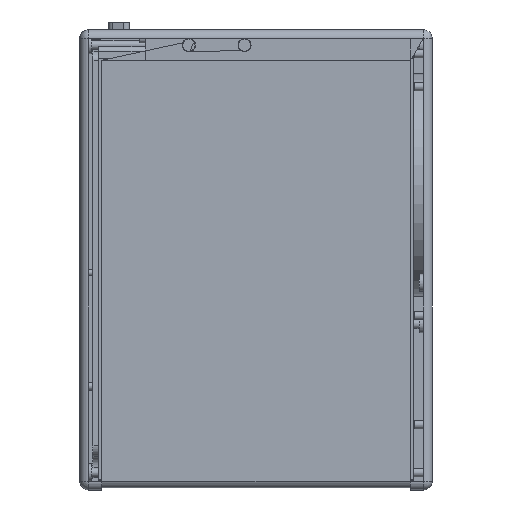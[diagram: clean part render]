
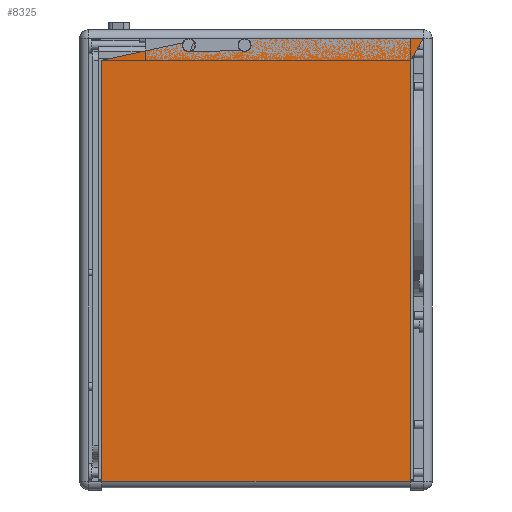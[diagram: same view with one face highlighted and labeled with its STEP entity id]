
A CAD part, left-side view. The second image highlights one B-rep face of the part: STEP entity #8325.
In plain terms, the highlighted planar face has unit normal (-1, 0, 0).
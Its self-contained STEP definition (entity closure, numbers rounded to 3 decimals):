
#682 = ORIENTED_EDGE ( 'NONE', *, *, #12792, .T. ) ;
#881 = VECTOR ( 'NONE', #6839, 1000. ) ;
#970 = ORIENTED_EDGE ( 'NONE', *, *, #1295, .T. ) ;
#1165 = VECTOR ( 'NONE', #10319, 1000. ) ;
#1179 = VERTEX_POINT ( 'NONE', #13785 ) ;
#1287 = DIRECTION ( 'NONE',  ( -1., 0., 0. ) ) ;
#1295 = EDGE_CURVE ( 'NONE', #10374, #4715, #1972, .T. ) ;
#1302 = LINE ( 'NONE', #6147, #7459 ) ;
#1315 = CARTESIAN_POINT ( 'NONE',  ( -96., -23., -19.25 ) ) ;
#1460 = VERTEX_POINT ( 'NONE', #8990 ) ;
#1468 = DIRECTION ( 'NONE',  ( 0., 0., -1. ) ) ;
#1950 = VERTEX_POINT ( 'NONE', #4448 ) ;
#1972 = LINE ( 'NONE', #13979, #14320 ) ;
#2275 = VECTOR ( 'NONE', #11907, 1000. ) ;
#2299 = CARTESIAN_POINT ( 'NONE',  ( -96., 118.5, -19.25 ) ) ;
#2322 = ORIENTED_EDGE ( 'NONE', *, *, #8960, .T. ) ;
#2537 = CARTESIAN_POINT ( 'NONE',  ( -96., 118.5, -19.25 ) ) ;
#2879 = EDGE_CURVE ( 'NONE', #1460, #9233, #4937, .T. ) ;
#2914 = VERTEX_POINT ( 'NONE', #6771 ) ;
#2955 = ORIENTED_EDGE ( 'NONE', *, *, #13073, .T. ) ;
#3176 = CIRCLE ( 'NONE', #6108, 3. ) ;
#3244 = CARTESIAN_POINT ( 'NONE',  ( -96., 53., -9.25 ) ) ;
#3566 = DIRECTION ( 'NONE',  ( 0., 1., 0. ) ) ;
#3619 = CARTESIAN_POINT ( 'NONE',  ( -96., -29., -212.15 ) ) ;
#3675 = VECTOR ( 'NONE', #3566, 1000. ) ;
#3832 = LINE ( 'NONE', #10280, #3675 ) ;
#3887 = VERTEX_POINT ( 'NONE', #2537 ) ;
#3963 = CARTESIAN_POINT ( 'NONE',  ( -96., -23., -19.25 ) ) ;
#4170 = LINE ( 'NONE', #2299, #1165 ) ;
#4374 = ORIENTED_EDGE ( 'NONE', *, *, #9044, .T. ) ;
#4448 = CARTESIAN_POINT ( 'NONE',  ( -96., 124.5, -9.25 ) ) ;
#4548 = DIRECTION ( 'NONE',  ( 0., 1., 0. ) ) ;
#4715 = VERTEX_POINT ( 'NONE', #14331 ) ;
#4937 = LINE ( 'NONE', #4938, #2275 ) ;
#4938 = CARTESIAN_POINT ( 'NONE',  ( -96., -29., -9.25 ) ) ;
#5317 = DIRECTION ( 'NONE',  ( -1., 0., 0. ) ) ;
#5857 = LINE ( 'NONE', #10311, #14504 ) ;
#5928 = AXIS2_PLACEMENT_3D ( 'NONE', #13246, #5317, #14231 ) ;
#6108 = AXIS2_PLACEMENT_3D ( 'NONE', #7913, #1287, #6792 ) ;
#6147 = CARTESIAN_POINT ( 'NONE',  ( -96., 98.5, -9.25 ) ) ;
#6413 = EDGE_CURVE ( 'NONE', #3887, #14413, #4170, .T. ) ;
#6723 = DIRECTION ( 'NONE',  ( -1., 0., 0. ) ) ;
#6770 = PLANE ( 'NONE',  #8004 ) ;
#6771 = CARTESIAN_POINT ( 'NONE',  ( -96., 124.5, -212.15 ) ) ;
#6792 = DIRECTION ( 'NONE',  ( 0., 0., 1. ) ) ;
#6839 = DIRECTION ( 'NONE',  ( 0., 1., 0. ) ) ;
#7355 = DIRECTION ( 'NONE',  ( 0., 0., -1. ) ) ;
#7386 = LINE ( 'NONE', #12557, #881 ) ;
#7459 = VECTOR ( 'NONE', #8405, 1000. ) ;
#7861 = VECTOR ( 'NONE', #8014, 1000. ) ;
#7913 = CARTESIAN_POINT ( 'NONE',  ( -96., 53., -12.25 ) ) ;
#7958 = EDGE_CURVE ( 'NONE', #12522, #12522, #3176, .T. ) ;
#8004 = AXIS2_PLACEMENT_3D ( 'NONE', #1315, #6723, #12585 ) ;
#8006 = EDGE_CURVE ( 'NONE', #14413, #2914, #7386, .T. ) ;
#8014 = DIRECTION ( 'NONE',  ( 0., -1., 0. ) ) ;
#8136 = DIRECTION ( 'NONE',  ( 0., -1., 0. ) ) ;
#8325 = ADVANCED_FACE ( 'NONE', ( #11407 ), #6770, .T. ) ;
#8331 = ORIENTED_EDGE ( 'NONE', *, *, #6413, .F. ) ;
#8405 = DIRECTION ( 'NONE',  ( 0., 1., 0. ) ) ;
#8515 = CARTESIAN_POINT ( 'NONE',  ( -96., 118.5, -212.15 ) ) ;
#8917 = ORIENTED_EDGE ( 'NONE', *, *, #14351, .T. ) ;
#8960 = EDGE_CURVE ( 'NONE', #9233, #12522, #3832, .T. ) ;
#8990 = CARTESIAN_POINT ( 'NONE',  ( -96., -29., -212.15 ) ) ;
#9017 = ORIENTED_EDGE ( 'NONE', *, *, #12079, .T. ) ;
#9044 = EDGE_CURVE ( 'NONE', #4715, #1460, #13882, .T. ) ;
#9233 = VERTEX_POINT ( 'NONE', #11509 ) ;
#9587 = ORIENTED_EDGE ( 'NONE', *, *, #8006, .F. ) ;
#10052 = LINE ( 'NONE', #3963, #12712 ) ;
#10280 = CARTESIAN_POINT ( 'NONE',  ( -96., 98.5, -9.25 ) ) ;
#10311 = CARTESIAN_POINT ( 'NONE',  ( -96., 124.5, -9.25 ) ) ;
#10319 = DIRECTION ( 'NONE',  ( 0., 0., -1. ) ) ;
#10374 = VERTEX_POINT ( 'NONE', #14013 ) ;
#10552 = VECTOR ( 'NONE', #4548, 1000. ) ;
#10950 = CIRCLE ( 'NONE', #5928, 3. ) ;
#11185 = ORIENTED_EDGE ( 'NONE', *, *, #7958, .F. ) ;
#11407 = FACE_OUTER_BOUND ( 'NONE', #11880, .T. ) ;
#11509 = CARTESIAN_POINT ( 'NONE',  ( -96., -29., -9.25 ) ) ;
#11880 = EDGE_LOOP ( 'NONE', ( #8917, #12083, #2955, #9017, #9587, #8331, #682, #970, #4374, #12361, #2322, #11185 ) ) ;
#11907 = DIRECTION ( 'NONE',  ( 0., 0., 1. ) ) ;
#12079 = EDGE_CURVE ( 'NONE', #1950, #2914, #5857, .T. ) ;
#12083 = ORIENTED_EDGE ( 'NONE', *, *, #14554, .F. ) ;
#12361 = ORIENTED_EDGE ( 'NONE', *, *, #2879, .T. ) ;
#12522 = VERTEX_POINT ( 'NONE', #3244 ) ;
#12557 = CARTESIAN_POINT ( 'NONE',  ( -96., -23., -212.15 ) ) ;
#12585 = DIRECTION ( 'NONE',  ( 0., 0., 1. ) ) ;
#12698 = LINE ( 'NONE', #13468, #10552 ) ;
#12712 = VECTOR ( 'NONE', #8136, 1000. ) ;
#12792 = EDGE_CURVE ( 'NONE', #3887, #10374, #10052, .T. ) ;
#13073 = EDGE_CURVE ( 'NONE', #1179, #1950, #12698, .T. ) ;
#13246 = CARTESIAN_POINT ( 'NONE',  ( -96., 78.5, -12.25 ) ) ;
#13468 = CARTESIAN_POINT ( 'NONE',  ( -96., 98.5, -9.25 ) ) ;
#13785 = CARTESIAN_POINT ( 'NONE',  ( -96., 78.5, -9.25 ) ) ;
#13882 = LINE ( 'NONE', #3619, #7861 ) ;
#13979 = CARTESIAN_POINT ( 'NONE',  ( -96., -23., -216.15 ) ) ;
#14013 = CARTESIAN_POINT ( 'NONE',  ( -96., -23., -19.25 ) ) ;
#14231 = DIRECTION ( 'NONE',  ( 0., 0., 1. ) ) ;
#14320 = VECTOR ( 'NONE', #7355, 1000. ) ;
#14331 = CARTESIAN_POINT ( 'NONE',  ( -96., -23., -212.15 ) ) ;
#14351 = EDGE_CURVE ( 'NONE', #12522, #1179, #1302, .T. ) ;
#14413 = VERTEX_POINT ( 'NONE', #8515 ) ;
#14504 = VECTOR ( 'NONE', #1468, 1000. ) ;
#14554 = EDGE_CURVE ( 'NONE', #1179, #1179, #10950, .T. ) ;
